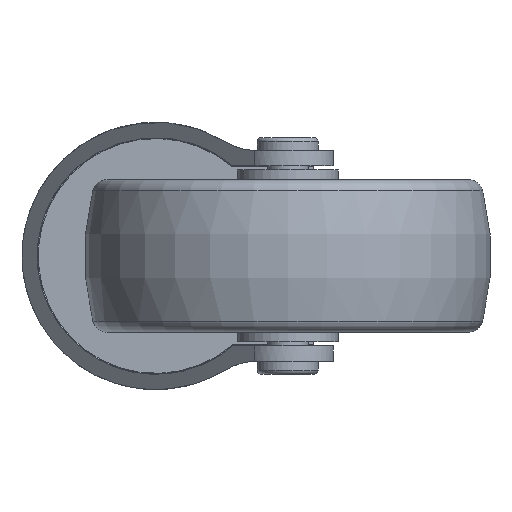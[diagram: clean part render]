
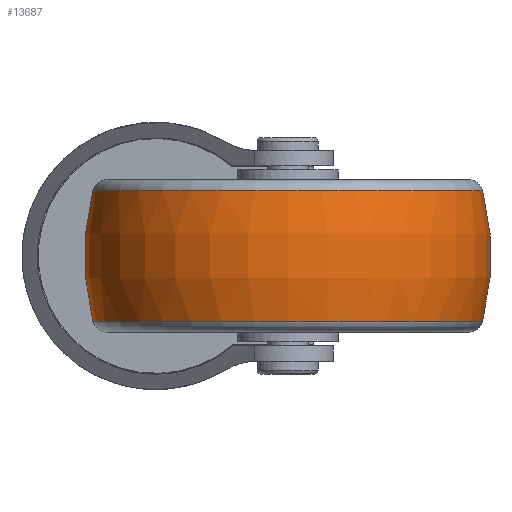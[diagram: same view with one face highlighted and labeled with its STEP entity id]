
A CAD part, front view. The second image highlights one B-rep face of the part: STEP entity #13687.
In plain terms, the highlighted toroidal (fillet/blend) face has major radius 9.004 mm and minor radius 40.754 mm.
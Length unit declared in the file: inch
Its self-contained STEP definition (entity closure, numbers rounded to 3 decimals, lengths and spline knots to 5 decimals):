
#891 = DIRECTION ( 'NONE',  ( 1., 0., 0. ) ) ;
#892 = DIRECTION ( 'NONE',  ( 0., 0., 1. ) ) ;
#893 = CARTESIAN_POINT ( 'NONE',  ( 0.8125, -2.5, 0. ) ) ;
#894 = AXIS2_PLACEMENT_3D ( 'NONE', #893, #892, #891 ) ;
#895 = TOROIDAL_SURFACE ( 'NONE', #894, -0.35448, 1.60448 ) ;
#896 = DIRECTION ( 'NONE',  ( 1., 0., 0. ) ) ;
#897 = DIRECTION ( 'NONE',  ( 0., 0., 1. ) ) ;
#898 = CARTESIAN_POINT ( 'NONE',  ( 0.8125, -2.5, -0.40126 ) ) ;
#899 = AXIS2_PLACEMENT_3D ( 'NONE', #898, #897, #896 ) ;
#900 = CIRCLE ( 'NONE', #899, 1.19902 ) ;
#901 = FACE_OUTER_BOUND ( 'NONE', #9664, .T. ) ;
#1452 = EDGE_CURVE ( 'NONE', #3922, #4007, #4110, .T. ) ;
#3516 = CARTESIAN_POINT ( 'NONE',  ( 2.01152, -2.5, -0.40126 ) ) ;
#3922 = VERTEX_POINT ( 'NONE', #4917 ) ;
#3945 = VERTEX_POINT ( 'NONE', #7149 ) ;
#4007 = VERTEX_POINT ( 'NONE', #7244 ) ;
#4008 = EDGE_CURVE ( 'NONE', #11180, #4007, #7232, .T. ) ;
#4044 = EDGE_CURVE ( 'NONE', #3945, #3922, #7275, .T. ) ;
#4106 = DIRECTION ( 'NONE',  ( 1., 0., 0. ) ) ;
#4107 = DIRECTION ( 'NONE',  ( 0., 0., 1. ) ) ;
#4108 = CARTESIAN_POINT ( 'NONE',  ( 0.8125, -2.5, 0.40126 ) ) ;
#4109 = AXIS2_PLACEMENT_3D ( 'NONE', #4108, #4107, #4106 ) ;
#4110 = CIRCLE ( 'NONE', #4109, 1.19902 ) ;
#4917 = CARTESIAN_POINT ( 'NONE',  ( -0.38652, -2.5, 0.40126 ) ) ;
#7149 = CARTESIAN_POINT ( 'NONE',  ( -0.38652, -2.5, -0.40126 ) ) ;
#7230 = CARTESIAN_POINT ( 'NONE',  ( 0.45802, -2.5, 0. ) ) ;
#7231 = AXIS2_PLACEMENT_3D ( 'NONE', #7230, #7270, #7269 ) ;
#7232 = CIRCLE ( 'NONE', #7231, 1.60448 ) ;
#7244 = CARTESIAN_POINT ( 'NONE',  ( 2.01152, -2.5, 0.40126 ) ) ;
#7269 = DIRECTION ( 'NONE',  ( 0., 0., -1. ) ) ;
#7270 = DIRECTION ( 'NONE',  ( 0., -1., 0. ) ) ;
#7271 = DIRECTION ( 'NONE',  ( -1., 0., 0. ) ) ;
#7272 = DIRECTION ( 'NONE',  ( 0., 1., 0. ) ) ;
#7273 = CARTESIAN_POINT ( 'NONE',  ( 1.16698, -2.5, 0. ) ) ;
#7274 = AXIS2_PLACEMENT_3D ( 'NONE', #7273, #7272, #7271 ) ;
#7275 = CIRCLE ( 'NONE', #7274, 1.60448 ) ;
#9571 = ORIENTED_EDGE ( 'NONE', *, *, #4008, .T. ) ;
#9581 = ORIENTED_EDGE ( 'NONE', *, *, #13686, .T. ) ;
#9584 = ORIENTED_EDGE ( 'NONE', *, *, #1452, .F. ) ;
#9664 = EDGE_LOOP ( 'NONE', ( #9667, #9581, #9571, #9584 ) ) ;
#9667 = ORIENTED_EDGE ( 'NONE', *, *, #4044, .F. ) ;
#11180 = VERTEX_POINT ( 'NONE', #3516 ) ;
#13686 = EDGE_CURVE ( 'NONE', #3945, #11180, #900, .T. ) ;
#13687 = ADVANCED_FACE ( 'NONE', ( #901 ), #895, .T. ) ;
